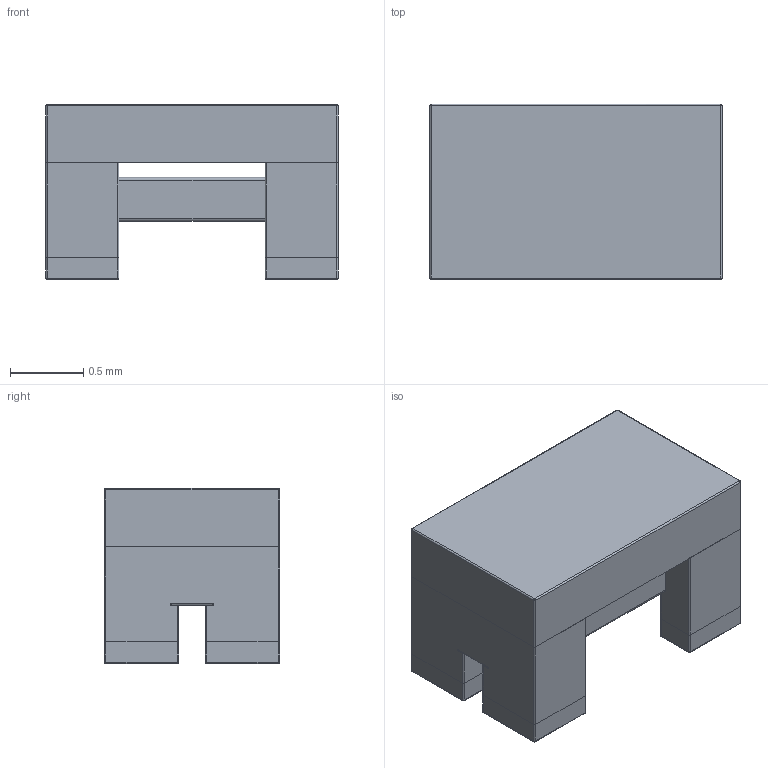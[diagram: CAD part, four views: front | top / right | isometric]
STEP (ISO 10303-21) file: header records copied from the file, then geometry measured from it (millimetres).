
FILE_DESCRIPTION(/* description */ (''),/* implementation_level */ '2;1');
FILE_NAME(/* name */ 'WCM2012F2SF-20181108 NO LINE.stp',/* time_stamp */ '2018-11-06T15:32:04+08:00',/* author */ ('louklo'),/* organization */ ('unknown'),/* preprocessor_version */ 'ST-DEVELOPER v16.1',/* originating_system */ 'Autodesk Inventor 2016',/* authorisation */ '');
FILE_SCHEMA (('AUTOMOTIVE_DESIGN { 1 0 10303 214 3 1 1 }'));
Length unit declared in the file: millimetre
Products named in the file (1): WCM2012F2SF-20181108 NO LINE
Bounding box: 2 x 1.2 x 1.2 mm (x, y, z)
Volume: 2 mm3; surface area: 19.7 mm2
Topology: 8 solids, 8 shells, 170 faces, 388 edges, 232 vertices
Faces by surface type: cylinder 78, plane 68, sphere 24
Entity records: 4596 total; most frequent: CARTESIAN_POINT 945, ORIENTED_EDGE 772, DIRECTION 724, EDGE_CURVE 386, AXIS2_PLACEMENT_3D 245, LINE 234, VECTOR 234, VERTEX_POINT 232
